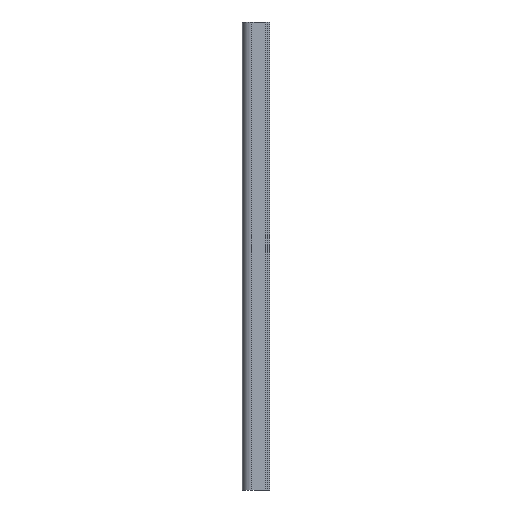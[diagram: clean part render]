
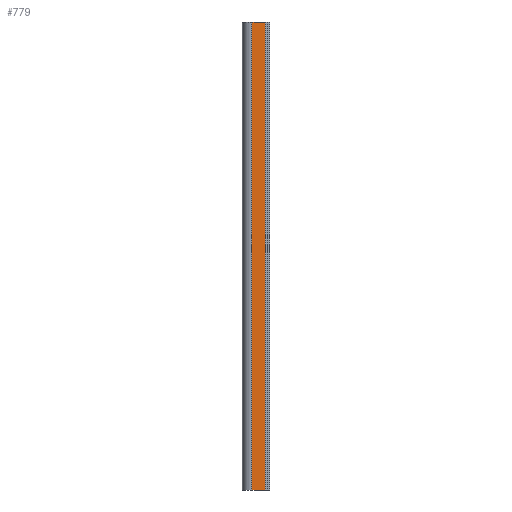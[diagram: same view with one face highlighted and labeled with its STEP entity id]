
A CAD part, left-side view. The second image highlights one B-rep face of the part: STEP entity #779.
In plain terms, the highlighted planar face has unit normal (-1, 0, 0).
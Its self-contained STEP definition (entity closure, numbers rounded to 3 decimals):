
#46 = CARTESIAN_POINT ( 'NONE',  ( -12.5, 17.5, -100. ) ) ;
#67 = DIRECTION ( 'NONE',  ( 0., -1., 0. ) ) ;
#78 = DIRECTION ( 'NONE',  ( 0., 0., 1. ) ) ;
#97 = PLANE ( 'NONE',  #144 ) ;
#108 = CARTESIAN_POINT ( 'NONE',  ( -12.5, 17.5, -100. ) ) ;
#139 = CARTESIAN_POINT ( 'NONE',  ( -12.5, 17.5, 509.6 ) ) ;
#144 = AXIS2_PLACEMENT_3D ( 'NONE', #637, #755, #147 ) ;
#147 = DIRECTION ( 'NONE',  ( 0., 0., 1. ) ) ;
#175 = CARTESIAN_POINT ( 'NONE',  ( -12.5, 0.2, -100. ) ) ;
#192 = LINE ( 'NONE', #46, #542 ) ;
#198 = DIRECTION ( 'NONE',  ( 0., -1., 0. ) ) ;
#215 = CARTESIAN_POINT ( 'NONE',  ( -12.5, 17.5, 509.6 ) ) ;
#236 = VERTEX_POINT ( 'NONE', #720 ) ;
#254 = DIRECTION ( 'NONE',  ( 0., 0., 1. ) ) ;
#282 = ORIENTED_EDGE ( 'NONE', *, *, #565, .T. ) ;
#283 = ORIENTED_EDGE ( 'NONE', *, *, #408, .T. ) ;
#284 = ORIENTED_EDGE ( 'NONE', *, *, #420, .F. ) ;
#290 = ORIENTED_EDGE ( 'NONE', *, *, #345, .F. ) ;
#311 = VERTEX_POINT ( 'NONE', #139 ) ;
#333 = EDGE_LOOP ( 'NONE', ( #290, #284, #283, #282 ) ) ;
#345 = EDGE_CURVE ( 'NONE', #311, #353, #505, .T. ) ;
#353 = VERTEX_POINT ( 'NONE', #787 ) ;
#392 = VERTEX_POINT ( 'NONE', #108 ) ;
#408 = EDGE_CURVE ( 'NONE', #392, #236, #192, .T. ) ;
#420 = EDGE_CURVE ( 'NONE', #392, #311, #538, .T. ) ;
#505 = LINE ( 'NONE', #215, #571 ) ;
#538 = LINE ( 'NONE', #770, #546 ) ;
#542 = VECTOR ( 'NONE', #67, 1000. ) ;
#546 = VECTOR ( 'NONE', #254, 1000. ) ;
#562 = LINE ( 'NONE', #175, #574 ) ;
#565 = EDGE_CURVE ( 'NONE', #236, #353, #562, .T. ) ;
#571 = VECTOR ( 'NONE', #198, 1000. ) ;
#574 = VECTOR ( 'NONE', #78, 1000. ) ;
#626 = FACE_OUTER_BOUND ( 'NONE', #333, .T. ) ;
#637 = CARTESIAN_POINT ( 'NONE',  ( -12.5, 17.5, -100. ) ) ;
#720 = CARTESIAN_POINT ( 'NONE',  ( -12.5, 0.2, -100. ) ) ;
#755 = DIRECTION ( 'NONE',  ( -1., 0., 0. ) ) ;
#770 = CARTESIAN_POINT ( 'NONE',  ( -12.5, 17.5, -100. ) ) ;
#779 = ADVANCED_FACE ( 'NONE', ( #626 ), #97, .T. ) ;
#787 = CARTESIAN_POINT ( 'NONE',  ( -12.5, 0.2, 509.6 ) ) ;
